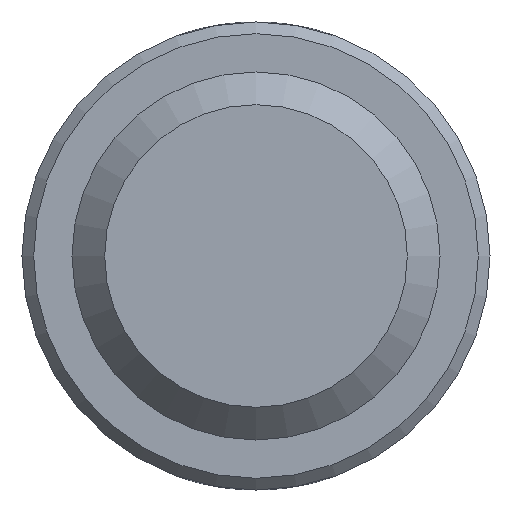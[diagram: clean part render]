
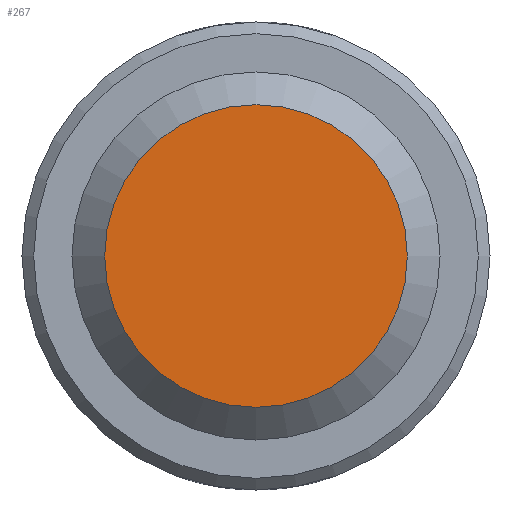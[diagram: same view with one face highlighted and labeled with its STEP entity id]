
A CAD part, front view. The second image highlights one B-rep face of the part: STEP entity #267.
In plain terms, the highlighted planar face has unit normal (0, -1, 0).
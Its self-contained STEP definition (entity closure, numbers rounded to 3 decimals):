
#23=PLANE('',#309);
#47=CIRCLE('',#305,3.233);
#68=FACE_OUTER_BOUND('',#86,.T.);
#86=EDGE_LOOP('',(#216));
#133=VERTEX_POINT('',#550);
#162=EDGE_CURVE('',#133,#133,#47,.T.);
#216=ORIENTED_EDGE('',*,*,#162,.F.);
#267=ADVANCED_FACE('',(#68),#23,.T.);
#305=AXIS2_PLACEMENT_3D('',#551,#365,#366);
#309=AXIS2_PLACEMENT_3D('',#559,#375,#376);
#365=DIRECTION('center_axis',(0.,1.,0.));
#366=DIRECTION('ref_axis',(1.,0.,0.));
#375=DIRECTION('center_axis',(0.,-1.,0.));
#376=DIRECTION('ref_axis',(0.,0.,-1.));
#550=CARTESIAN_POINT('',(-3.233,0.,0.));
#551=CARTESIAN_POINT('Origin',(0.,0.,0.));
#559=CARTESIAN_POINT('Origin',(0.,0.,0.));
